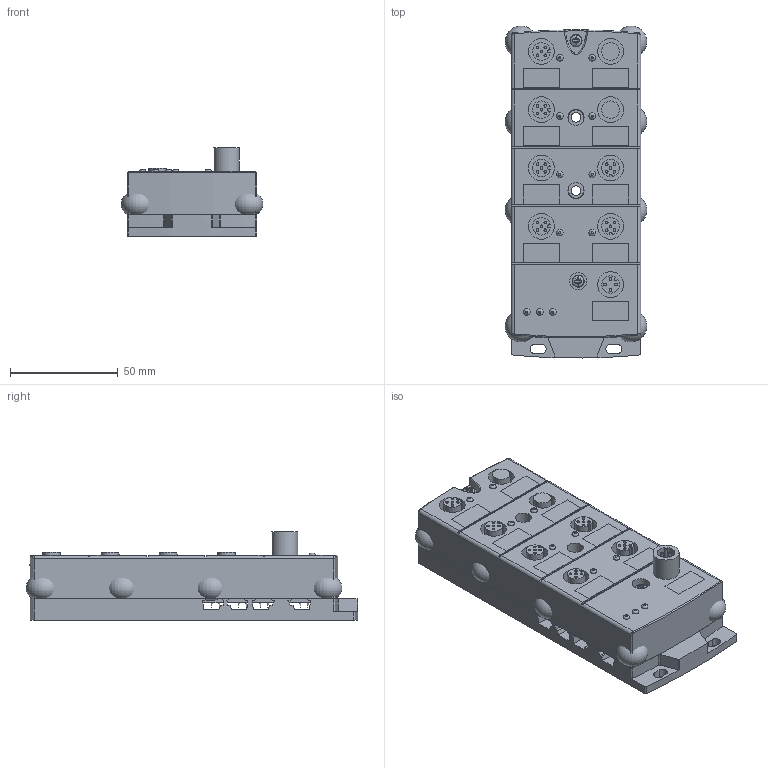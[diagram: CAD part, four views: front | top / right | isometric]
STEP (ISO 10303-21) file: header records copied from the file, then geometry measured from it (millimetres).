
FILE_DESCRIPTION(/* description */ ('Alibre Inc.'),/* implementation_level */ '2;1');
FILE_NAME(/* name */ 'export-808BE361-7E59-4C01-9FE2-1AFF5D1B116A',/* time_stamp */ '2019-07-01T10:22:52+02:00',/* author */ (''),/* organization */ (''),/* preprocessor_version */ 'ST-DEVELOPER v17',/* originating_system */ 'Alibre',/* authorisation */ '');
FILE_SCHEMA (('AUTOMOTIVE_DESIGN'));
Length unit declared in the file: centimetre
Products named in the file (10): BENE INOX | 210216-3X30
Bounding box: 65.61 x 153.79 x 41 mm (x, y, z)
Volume: 243798.5 mm3; surface area: 83809.9 mm2
Topology: 41 solids, 43 shells, 1090 faces, 2803 edges, 1846 vertices
Faces by surface type: plane 520, cylinder 397, cone 92, torus 67, bspline 7, sphere 6, extrusion 1
Full cylindrical faces by diameter (mm): 1.2 x34, 2 x2, 3 x31, 3.5 x2, 4 x1, 4.5 x3, 5 x1, 5.5 x1, 6 x9, 7.5 x2, 8 x1, 8.126 x2, 12 x10
Entity records: 16732 total; most frequent: CARTESIAN_POINT 4217, ORIENTED_EDGE 2430, DIRECTION 2303, EDGE_CURVE 1215, AXIS2_PLACEMENT_3D 936, VERTEX_POINT 857, VECTOR 735, LINE 734
